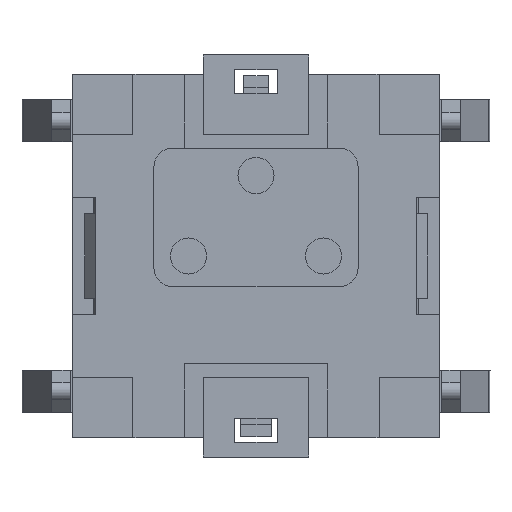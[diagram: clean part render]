
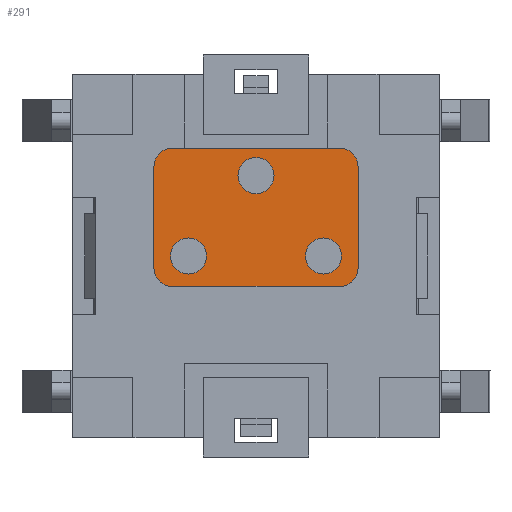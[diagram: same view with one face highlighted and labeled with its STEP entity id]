
A CAD part, front view. The second image highlights one B-rep face of the part: STEP entity #291.
In plain terms, the highlighted planar face has unit normal (0, -1, 0).
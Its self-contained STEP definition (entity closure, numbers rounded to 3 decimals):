
#291 = ADVANCED_FACE( '', ( #794, #795, #796, #797 ), #798, .T. );
#794 = FACE_OUTER_BOUND( '', #1385, .T. );
#795 = FACE_BOUND( '', #1386, .T. );
#796 = FACE_BOUND( '', #1387, .T. );
#797 = FACE_BOUND( '', #1388, .T. );
#798 = PLANE( '', #1389 );
#1385 = EDGE_LOOP( '', ( #3240, #3241, #3242, #3243, #3244, #3245, #3246, #3247 ) );
#1386 = EDGE_LOOP( '', ( #3248 ) );
#1387 = EDGE_LOOP( '', ( #3249 ) );
#1388 = EDGE_LOOP( '', ( #3250 ) );
#1389 = AXIS2_PLACEMENT_3D( '', #3251, #3252, #3253 );
#3240 = ORIENTED_EDGE( '', *, *, #4750, .F. );
#3241 = ORIENTED_EDGE( '', *, *, #4688, .T. );
#3242 = ORIENTED_EDGE( '', *, *, #4252, .F. );
#3243 = ORIENTED_EDGE( '', *, *, #4691, .T. );
#3244 = ORIENTED_EDGE( '', *, *, #4747, .F. );
#3245 = ORIENTED_EDGE( '', *, *, #4629, .T. );
#3246 = ORIENTED_EDGE( '', *, *, #4292, .F. );
#3247 = ORIENTED_EDGE( '', *, *, #4550, .T. );
#3248 = ORIENTED_EDGE( '', *, *, #4639, .F. );
#3249 = ORIENTED_EDGE( '', *, *, #4248, .F. );
#3250 = ORIENTED_EDGE( '', *, *, #4706, .F. );
#3251 = CARTESIAN_POINT( '', ( 0., 0.02, 0. ) );
#3252 = DIRECTION( '', ( 0., -1., 0. ) );
#3253 = DIRECTION( '', ( 0., 0., -1. ) );
#4248 = EDGE_CURVE( '', #5261, #5261, #5262, .T. );
#4252 = EDGE_CURVE( '', #5268, #5269, #5270, .T. );
#4292 = EDGE_CURVE( '', #5341, #5342, #5343, .T. );
#4550 = EDGE_CURVE( '', #5341, #5782, #5783, .T. );
#4629 = EDGE_CURVE( '', #5905, #5342, #5906, .T. );
#4639 = EDGE_CURVE( '', #5921, #5921, #5922, .T. );
#4688 = EDGE_CURVE( '', #5988, #5269, #5989, .T. );
#4691 = EDGE_CURVE( '', #5268, #5992, #5993, .T. );
#4706 = EDGE_CURVE( '', #6015, #6015, #6016, .T. );
#4747 = EDGE_CURVE( '', #5905, #5992, #6070, .T. );
#4750 = EDGE_CURVE( '', #5988, #5782, #6073, .T. );
#5261 = VERTEX_POINT( '', #6809 );
#5262 = CIRCLE( '', #6810, 0.3 );
#5268 = VERTEX_POINT( '', #6819 );
#5269 = VERTEX_POINT( '', #6820 );
#5270 = CIRCLE( '', #6821, 0.3 );
#5341 = VERTEX_POINT( '', #6926 );
#5342 = VERTEX_POINT( '', #6927 );
#5343 = CIRCLE( '', #6928, 0.3 );
#5782 = VERTEX_POINT( '', #7604 );
#5783 = LINE( '', #7605, #7606 );
#5905 = VERTEX_POINT( '', #7800 );
#5906 = LINE( '', #7801, #7802 );
#5921 = VERTEX_POINT( '', #7824 );
#5922 = CIRCLE( '', #7825, 0.3 );
#5988 = VERTEX_POINT( '', #7934 );
#5989 = LINE( '', #7935, #7936 );
#5992 = VERTEX_POINT( '', #7941 );
#5993 = LINE( '', #7942, #7943 );
#6015 = VERTEX_POINT( '', #7978 );
#6016 = CIRCLE( '', #7979, 0.3 );
#6070 = CIRCLE( '', #8070, 0.3 );
#6073 = CIRCLE( '', #8075, 0.3 );
#6809 = CARTESIAN_POINT( '', ( -0.3, 0.02, 1.341 ) );
#6810 = AXIS2_PLACEMENT_3D( '', #8512, #8513, #8514 );
#6819 = CARTESIAN_POINT( '', ( 1.7, 0.02, -0.205 ) );
#6820 = CARTESIAN_POINT( '', ( 1.4, 0.02, -0.505 ) );
#6821 = AXIS2_PLACEMENT_3D( '', #8518, #8519, #8520 );
#6926 = CARTESIAN_POINT( '', ( -1.7, 0.02, 1.495 ) );
#6927 = CARTESIAN_POINT( '', ( -1.4, 0.02, 1.795 ) );
#6928 = AXIS2_PLACEMENT_3D( '', #8570, #8571, #8572 );
#7604 = CARTESIAN_POINT( '', ( -1.7, 0.02, -0.205 ) );
#7605 = CARTESIAN_POINT( '', ( -1.7, 0.02, 1.495 ) );
#7606 = VECTOR( '', #8867, 1000. );
#7800 = CARTESIAN_POINT( '', ( 1.4, 0.02, 1.795 ) );
#7801 = CARTESIAN_POINT( '', ( 1.4, 0.02, 1.795 ) );
#7802 = VECTOR( '', #8955, 1000. );
#7824 = CARTESIAN_POINT( '', ( 0.825, 0.02, 0. ) );
#7825 = AXIS2_PLACEMENT_3D( '', #8969, #8970, #8971 );
#7934 = CARTESIAN_POINT( '', ( -1.4, 0.02, -0.505 ) );
#7935 = CARTESIAN_POINT( '', ( -1.4, 0.02, -0.505 ) );
#7936 = VECTOR( '', #9030, 1000. );
#7941 = CARTESIAN_POINT( '', ( 1.7, 0.02, 1.495 ) );
#7942 = CARTESIAN_POINT( '', ( 1.7, 0.02, -0.205 ) );
#7943 = VECTOR( '', #9033, 1000. );
#7978 = CARTESIAN_POINT( '', ( -1.425, 0.02, 0. ) );
#7979 = AXIS2_PLACEMENT_3D( '', #9050, #9051, #9052 );
#8070 = AXIS2_PLACEMENT_3D( '', #9099, #9100, #9101 );
#8075 = AXIS2_PLACEMENT_3D( '', #9104, #9105, #9106 );
#8512 = CARTESIAN_POINT( '', ( 0., 0.02, 1.341 ) );
#8513 = DIRECTION( '', ( 0., -1., 0. ) );
#8514 = DIRECTION( '', ( -1., 0., 0. ) );
#8518 = CARTESIAN_POINT( '', ( 1.4, 0.02, -0.205 ) );
#8519 = DIRECTION( '', ( 0., 1., 0. ) );
#8520 = DIRECTION( '', ( 1., 0., 0. ) );
#8570 = CARTESIAN_POINT( '', ( -1.4, 0.02, 1.495 ) );
#8571 = DIRECTION( '', ( 0., 1., 0. ) );
#8572 = DIRECTION( '', ( -1., 0., 0. ) );
#8867 = DIRECTION( '', ( 0., 0., -1. ) );
#8955 = DIRECTION( '', ( -1., 0., 0. ) );
#8969 = CARTESIAN_POINT( '', ( 1.125, 0.02, 0. ) );
#8970 = DIRECTION( '', ( 0., -1., 0. ) );
#8971 = DIRECTION( '', ( -1., 0., 0. ) );
#9030 = DIRECTION( '', ( 1., 0., 0. ) );
#9033 = DIRECTION( '', ( 0., 0., 1. ) );
#9050 = CARTESIAN_POINT( '', ( -1.125, 0.02, 0. ) );
#9051 = DIRECTION( '', ( 0., -1., 0. ) );
#9052 = DIRECTION( '', ( -1., 0., 0. ) );
#9099 = CARTESIAN_POINT( '', ( 1.4, 0.02, 1.495 ) );
#9100 = DIRECTION( '', ( 0., 1., 0. ) );
#9101 = DIRECTION( '', ( 0., 0., 1. ) );
#9104 = CARTESIAN_POINT( '', ( -1.4, 0.02, -0.205 ) );
#9105 = DIRECTION( '', ( 0., 1., 0. ) );
#9106 = DIRECTION( '', ( 0., 0., -1. ) );
